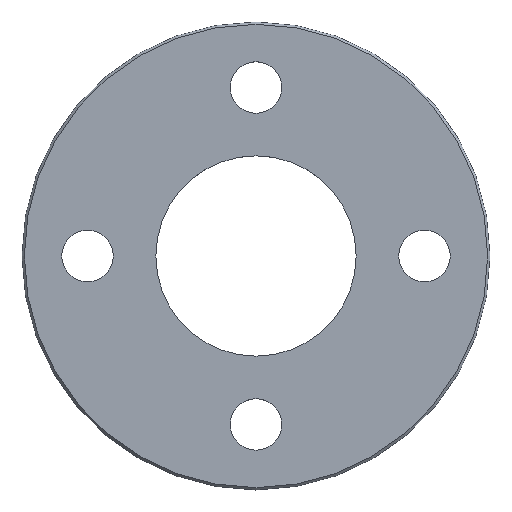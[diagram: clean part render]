
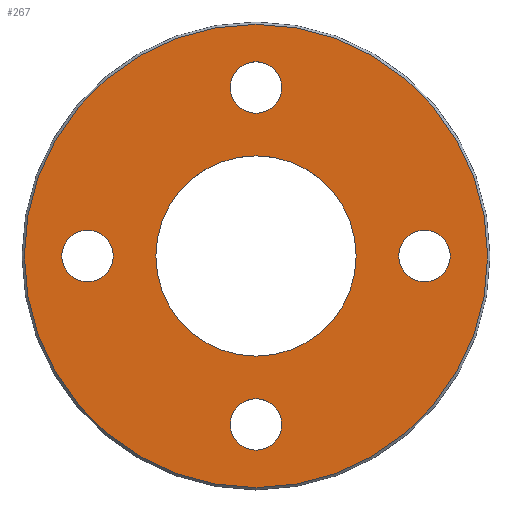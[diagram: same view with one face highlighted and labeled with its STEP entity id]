
A CAD part, top view. The second image highlights one B-rep face of the part: STEP entity #267.
In plain terms, the highlighted planar face has unit normal (0, 0, 1).
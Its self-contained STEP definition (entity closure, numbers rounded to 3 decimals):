
#14 = AXIS2_PLACEMENT_3D ( 'NONE', #257, #558, #427 ) ;
#15 = ORIENTED_EDGE ( 'NONE', *, *, #144, .F. ) ;
#18 = CARTESIAN_POINT ( 'NONE',  ( -49.5, 0., 4. ) ) ;
#19 = DIRECTION ( 'NONE',  ( 1., 0., 0. ) ) ;
#23 = CIRCLE ( 'NONE', #302, 5.5 ) ;
#24 = ORIENTED_EDGE ( 'NONE', *, *, #287, .F. ) ;
#28 = AXIS2_PLACEMENT_3D ( 'NONE', #105, #156, #559 ) ;
#29 = EDGE_CURVE ( 'NONE', #425, #259, #131, .T. ) ;
#34 = FACE_BOUND ( 'NONE', #299, .T. ) ;
#55 = DIRECTION ( 'NONE',  ( 0., 0., 1. ) ) ;
#57 = CIRCLE ( 'NONE', #531, 5.5 ) ;
#69 = CARTESIAN_POINT ( 'NONE',  ( 0., 0., 4. ) ) ;
#76 = EDGE_CURVE ( 'NONE', #530, #160, #132, .T. ) ;
#88 = DIRECTION ( 'NONE',  ( 0., 0., 1. ) ) ;
#105 = CARTESIAN_POINT ( 'NONE',  ( 0., 0., 4. ) ) ;
#107 = DIRECTION ( 'NONE',  ( 1., 0., 0. ) ) ;
#128 = VERTEX_POINT ( 'NONE', #298 ) ;
#131 = CIRCLE ( 'NONE', #28, 21.4 ) ;
#132 = CIRCLE ( 'NONE', #338, 49.5 ) ;
#135 = DIRECTION ( 'NONE',  ( 1., 0., 0. ) ) ;
#136 = CARTESIAN_POINT ( 'NONE',  ( 36., 0., 4. ) ) ;
#144 = EDGE_CURVE ( 'NONE', #305, #301, #339, .T. ) ;
#152 = DIRECTION ( 'NONE',  ( 1., 0., 0. ) ) ;
#153 = AXIS2_PLACEMENT_3D ( 'NONE', #158, #476, #393 ) ;
#154 = VERTEX_POINT ( 'NONE', #376 ) ;
#156 = DIRECTION ( 'NONE',  ( 0., 0., 1. ) ) ;
#158 = CARTESIAN_POINT ( 'NONE',  ( 36., 0., 4. ) ) ;
#160 = VERTEX_POINT ( 'NONE', #226 ) ;
#161 = DIRECTION ( 'NONE',  ( 0., 0., 1. ) ) ;
#164 = EDGE_CURVE ( 'NONE', #443, #535, #57, .T. ) ;
#172 = VERTEX_POINT ( 'NONE', #414 ) ;
#176 = FACE_BOUND ( 'NONE', #342, .T. ) ;
#186 = DIRECTION ( 'NONE',  ( 1., 0., 0. ) ) ;
#189 = DIRECTION ( 'NONE',  ( 0., 0., 1. ) ) ;
#194 = ORIENTED_EDGE ( 'NONE', *, *, #164, .F. ) ;
#196 = CARTESIAN_POINT ( 'NONE',  ( -5.5, 36., 4. ) ) ;
#210 = CARTESIAN_POINT ( 'NONE',  ( 30.5, 0., 4. ) ) ;
#214 = DIRECTION ( 'NONE',  ( 0., 0., 1. ) ) ;
#226 = CARTESIAN_POINT ( 'NONE',  ( 49.5, 0., 4. ) ) ;
#228 = DIRECTION ( 'NONE',  ( 1., 0., 0. ) ) ;
#234 = CARTESIAN_POINT ( 'NONE',  ( 21.4, 0., 4. ) ) ;
#238 = ORIENTED_EDGE ( 'NONE', *, *, #29, .F. ) ;
#239 = ORIENTED_EDGE ( 'NONE', *, *, #76, .T. ) ;
#249 = DIRECTION ( 'NONE',  ( 1., 0., 0. ) ) ;
#254 = DIRECTION ( 'NONE',  ( 0., 0., 1. ) ) ;
#257 = CARTESIAN_POINT ( 'NONE',  ( 0., 36., 4. ) ) ;
#259 = VERTEX_POINT ( 'NONE', #234 ) ;
#264 = ORIENTED_EDGE ( 'NONE', *, *, #494, .F. ) ;
#267 = ADVANCED_FACE ( 'NONE', ( #424, #503, #34, #176, #372, #408 ), #466, .T. ) ;
#270 = DIRECTION ( 'NONE',  ( 0., 0., 1. ) ) ;
#274 = CARTESIAN_POINT ( 'NONE',  ( -5.5, -36., 4. ) ) ;
#280 = AXIS2_PLACEMENT_3D ( 'NONE', #291, #55, #249 ) ;
#284 = VERTEX_POINT ( 'NONE', #274 ) ;
#287 = EDGE_CURVE ( 'NONE', #259, #425, #456, .T. ) ;
#288 = AXIS2_PLACEMENT_3D ( 'NONE', #374, #552, #152 ) ;
#290 = ORIENTED_EDGE ( 'NONE', *, *, #520, .F. ) ;
#291 = CARTESIAN_POINT ( 'NONE',  ( -36., 0., 4. ) ) ;
#298 = CARTESIAN_POINT ( 'NONE',  ( 5.5, -36., 4. ) ) ;
#299 = EDGE_LOOP ( 'NONE', ( #578, #15 ) ) ;
#301 = VERTEX_POINT ( 'NONE', #196 ) ;
#302 = AXIS2_PLACEMENT_3D ( 'NONE', #412, #189, #228 ) ;
#305 = VERTEX_POINT ( 'NONE', #413 ) ;
#316 = ORIENTED_EDGE ( 'NONE', *, *, #580, .F. ) ;
#331 = AXIS2_PLACEMENT_3D ( 'NONE', #568, #351, #523 ) ;
#334 = CIRCLE ( 'NONE', #280, 5.5 ) ;
#338 = AXIS2_PLACEMENT_3D ( 'NONE', #69, #214, #19 ) ;
#339 = CIRCLE ( 'NONE', #331, 5.5 ) ;
#342 = EDGE_LOOP ( 'NONE', ( #238, #24 ) ) ;
#343 = CARTESIAN_POINT ( 'NONE',  ( -36., 0., 4. ) ) ;
#350 = CARTESIAN_POINT ( 'NONE',  ( 0., -36., 4. ) ) ;
#351 = DIRECTION ( 'NONE',  ( 0., 0., 1. ) ) ;
#366 = CIRCLE ( 'NONE', #492, 5.5 ) ;
#372 = FACE_BOUND ( 'NONE', #528, .T. ) ;
#374 = CARTESIAN_POINT ( 'NONE',  ( 0., 0., 4. ) ) ;
#376 = CARTESIAN_POINT ( 'NONE',  ( -41.5, 0., 4. ) ) ;
#378 = AXIS2_PLACEMENT_3D ( 'NONE', #350, #254, #431 ) ;
#393 = DIRECTION ( 'NONE',  ( 1., 0., 0. ) ) ;
#398 = EDGE_CURVE ( 'NONE', #160, #530, #586, .T. ) ;
#406 = DIRECTION ( 'NONE',  ( 1., 0., 0. ) ) ;
#408 = FACE_BOUND ( 'NONE', #509, .T. ) ;
#412 = CARTESIAN_POINT ( 'NONE',  ( 0., -36., 4. ) ) ;
#413 = CARTESIAN_POINT ( 'NONE',  ( 5.5, 36., 4. ) ) ;
#414 = CARTESIAN_POINT ( 'NONE',  ( -30.5, 0., 4. ) ) ;
#418 = EDGE_CURVE ( 'NONE', #154, #172, #334, .T. ) ;
#421 = AXIS2_PLACEMENT_3D ( 'NONE', #546, #270, #186 ) ;
#424 = FACE_OUTER_BOUND ( 'NONE', #438, .T. ) ;
#425 = VERTEX_POINT ( 'NONE', #517 ) ;
#427 = DIRECTION ( 'NONE',  ( 1., 0., 0. ) ) ;
#428 = ORIENTED_EDGE ( 'NONE', *, *, #398, .T. ) ;
#431 = DIRECTION ( 'NONE',  ( 1., 0., 0. ) ) ;
#433 = EDGE_CURVE ( 'NONE', #172, #154, #366, .T. ) ;
#438 = EDGE_LOOP ( 'NONE', ( #239, #428 ) ) ;
#443 = VERTEX_POINT ( 'NONE', #210 ) ;
#456 = CIRCLE ( 'NONE', #421, 21.4 ) ;
#466 = PLANE ( 'NONE',  #511 ) ;
#472 = ORIENTED_EDGE ( 'NONE', *, *, #418, .F. ) ;
#476 = DIRECTION ( 'NONE',  ( 0., 0., 1. ) ) ;
#492 = AXIS2_PLACEMENT_3D ( 'NONE', #343, #161, #107 ) ;
#494 = EDGE_CURVE ( 'NONE', #535, #443, #506, .T. ) ;
#503 = FACE_BOUND ( 'NONE', #556, .T. ) ;
#506 = CIRCLE ( 'NONE', #153, 5.5 ) ;
#509 = EDGE_LOOP ( 'NONE', ( #472, #573 ) ) ;
#511 = AXIS2_PLACEMENT_3D ( 'NONE', #549, #88, #135 ) ;
#517 = CARTESIAN_POINT ( 'NONE',  ( -21.4, 0., 4. ) ) ;
#520 = EDGE_CURVE ( 'NONE', #128, #284, #560, .T. ) ;
#523 = DIRECTION ( 'NONE',  ( 1., 0., 0. ) ) ;
#524 = CIRCLE ( 'NONE', #14, 5.5 ) ;
#528 = EDGE_LOOP ( 'NONE', ( #194, #264 ) ) ;
#530 = VERTEX_POINT ( 'NONE', #18 ) ;
#531 = AXIS2_PLACEMENT_3D ( 'NONE', #136, #591, #406 ) ;
#535 = VERTEX_POINT ( 'NONE', #569 ) ;
#537 = EDGE_CURVE ( 'NONE', #301, #305, #524, .T. ) ;
#546 = CARTESIAN_POINT ( 'NONE',  ( 0., 0., 4. ) ) ;
#549 = CARTESIAN_POINT ( 'NONE',  ( 0., 0., 4. ) ) ;
#552 = DIRECTION ( 'NONE',  ( 0., 0., 1. ) ) ;
#556 = EDGE_LOOP ( 'NONE', ( #316, #290 ) ) ;
#558 = DIRECTION ( 'NONE',  ( 0., 0., 1. ) ) ;
#559 = DIRECTION ( 'NONE',  ( 1., 0., 0. ) ) ;
#560 = CIRCLE ( 'NONE', #378, 5.5 ) ;
#568 = CARTESIAN_POINT ( 'NONE',  ( 0., 36., 4. ) ) ;
#569 = CARTESIAN_POINT ( 'NONE',  ( 41.5, 0., 4. ) ) ;
#573 = ORIENTED_EDGE ( 'NONE', *, *, #433, .F. ) ;
#578 = ORIENTED_EDGE ( 'NONE', *, *, #537, .F. ) ;
#580 = EDGE_CURVE ( 'NONE', #284, #128, #23, .T. ) ;
#586 = CIRCLE ( 'NONE', #288, 49.5 ) ;
#591 = DIRECTION ( 'NONE',  ( 0., 0., 1. ) ) ;
